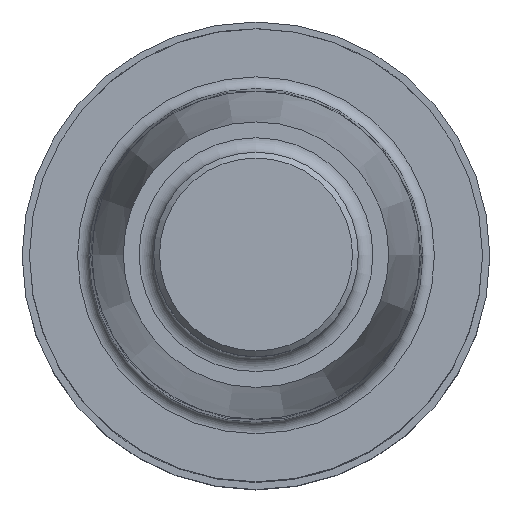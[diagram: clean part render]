
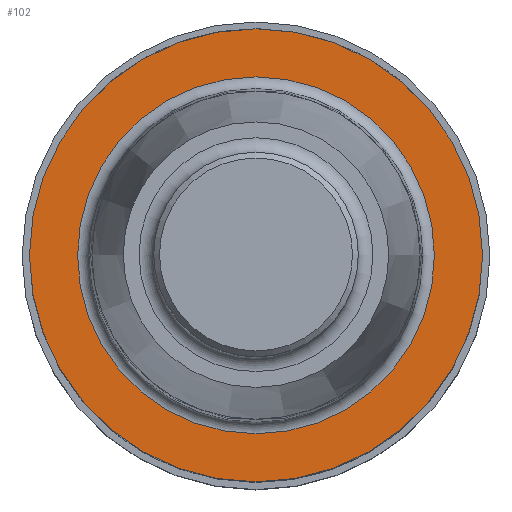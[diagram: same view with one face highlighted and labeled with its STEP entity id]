
A CAD part, top view. The second image highlights one B-rep face of the part: STEP entity #102.
In plain terms, the highlighted planar face has unit normal (0, 0, 1).
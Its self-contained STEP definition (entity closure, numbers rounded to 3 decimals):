
#65=PLANE('',#625);
#102=ADVANCED_FACE('',(#148,#149),#65,.T.);
#148=FACE_BOUND('',#181,.T.);
#149=FACE_BOUND('',#182,.T.);
#181=EDGE_LOOP('',(#239));
#182=EDGE_LOOP('',(#240));
#239=ORIENTED_EDGE('',*,*,#321,.T.);
#240=ORIENTED_EDGE('',*,*,#331,.F.);
#289=VERTEX_POINT('',#887);
#299=VERTEX_POINT('',#962);
#321=EDGE_CURVE('',#289,#289,#364,.T.);
#331=EDGE_CURVE('',#299,#299,#366,.T.);
#364=CIRCLE('',#616,6.105);
#366=CIRCLE('',#621,7.75);
#616=AXIS2_PLACEMENT_3D('',#886,#716,#717);
#621=AXIS2_PLACEMENT_3D('',#961,#728,#729);
#625=AXIS2_PLACEMENT_3D('',#1034,#738,#739);
#716=DIRECTION('',(0.,0.,-1.));
#717=DIRECTION('',(-1.,0.,0.));
#728=DIRECTION('',(0.,0.,-1.));
#729=DIRECTION('',(-1.,0.,0.));
#738=DIRECTION('',(0.,0.,1.));
#739=DIRECTION('',(1.,0.,0.));
#886=CARTESIAN_POINT('',(0.,0.,0.));
#887=CARTESIAN_POINT('',(-6.105,0.,0.));
#961=CARTESIAN_POINT('',(0.,0.,0.));
#962=CARTESIAN_POINT('',(-7.75,0.,0.));
#1034=CARTESIAN_POINT('',(0.,7.75,0.));
